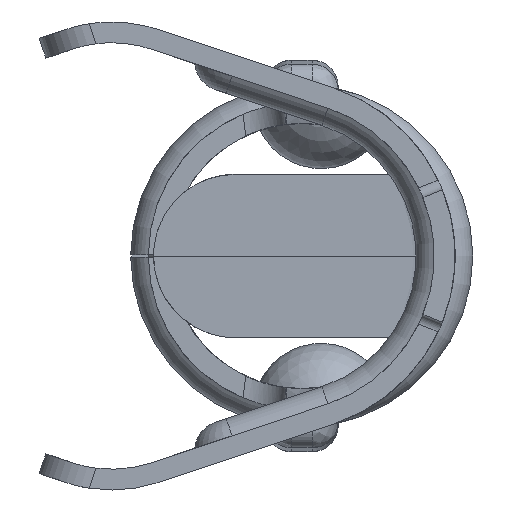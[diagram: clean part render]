
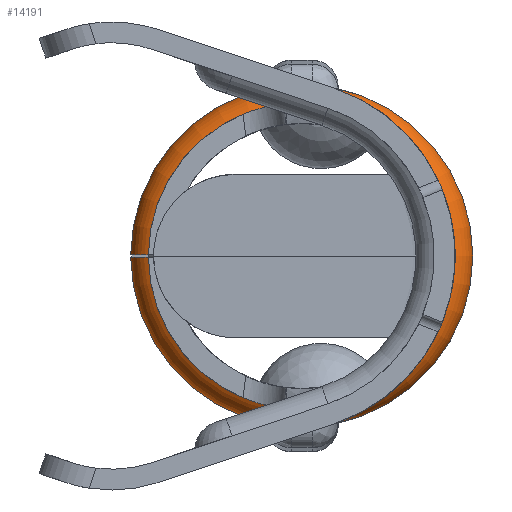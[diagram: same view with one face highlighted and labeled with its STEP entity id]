
A CAD part, left-side view. The second image highlights one B-rep face of the part: STEP entity #14191.
In plain terms, the highlighted toroidal (fillet/blend) face has major radius 3.416 mm and minor radius 0.762 mm.
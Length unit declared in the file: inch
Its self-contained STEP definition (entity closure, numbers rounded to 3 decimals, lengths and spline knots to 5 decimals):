
#80 = CIRCLE ( 'NONE', #9936, 0.1475 ) ;
#173 = B_SPLINE_CURVE_WITH_KNOTS ( 'NONE', 3,
 ( #16648, #4595, #9989, #15328, #3285, #8660 ),
 .UNSPECIFIED., .F., .F.,
 ( 4, 2, 4 ),
 ( 0.00129, 0.00172, 0.00215 ),
 .UNSPECIFIED. ) ;
#498 = CARTESIAN_POINT ( 'NONE',  ( -0.7807, 0.1569, 0.001 ) ) ;
#950 = FACE_OUTER_BOUND ( 'NONE', #13236, .T. ) ;
#1489 = TOROIDAL_SURFACE ( 'NONE', #11339, 0.1345, 0.03 ) ;
#1816 = CARTESIAN_POINT ( 'NONE',  ( -0.75996, 0.1645, 0.001 ) ) ;
#1991 = DIRECTION ( 'NONE',  ( 1., 0., 0. ) ) ;
#2208 = VERTEX_POINT ( 'NONE', #10723 ) ;
#3285 = CARTESIAN_POINT ( 'NONE',  ( -0.76555, 0.1645, -0.001 ) ) ;
#3812 = VERTEX_POINT ( 'NONE', #14588 ) ;
#3848 = CARTESIAN_POINT ( 'NONE',  ( -0.75996, 0., 0. ) ) ;
#4589 = VERTEX_POINT ( 'NONE', #7317 ) ;
#4595 = CARTESIAN_POINT ( 'NONE',  ( -0.78455, 0.15259, -0.001 ) ) ;
#4997 = DIRECTION ( 'NONE',  ( 1., 0., 0. ) ) ;
#5043 = AXIS2_PLACEMENT_3D ( 'NONE', #3848, #9228, #14566 ) ;
#5875 = CARTESIAN_POINT ( 'NONE',  ( -0.78458, 0.15253, 0.001 ) ) ;
#7193 = CARTESIAN_POINT ( 'NONE',  ( -0.76557, 0.1645, 0.001 ) ) ;
#7317 = CARTESIAN_POINT ( 'NONE',  ( -0.787, 0.1475, -0.001 ) ) ;
#7374 = DIRECTION ( 'NONE',  ( 0., 1., 0. ) ) ;
#7502 = CARTESIAN_POINT ( 'NONE',  ( -0.75996, 0.1645, -0.001 ) ) ;
#7880 = EDGE_CURVE ( 'NONE', #4589, #14624, #173, .T. ) ;
#8436 = EDGE_CURVE ( 'NONE', #2208, #14624, #12627, .T. ) ;
#8660 = CARTESIAN_POINT ( 'NONE',  ( -0.75996, 0.1645, -0.001 ) ) ;
#9228 = DIRECTION ( 'NONE',  ( 1., 0., 0. ) ) ;
#9315 = B_SPLINE_CURVE_WITH_KNOTS ( 'NONE', 3,
 ( #1816, #7193, #12549, #498, #5875, #11242 ),
 .UNSPECIFIED., .F., .F.,
 ( 4, 2, 4 ),
 ( 0.00262, 0.00304, 0.00347 ),
 .UNSPECIFIED. ) ;
#9936 = AXIS2_PLACEMENT_3D ( 'NONE', #14039, #1991, #7374 ) ;
#9989 = CARTESIAN_POINT ( 'NONE',  ( -0.78068, 0.1569, -0.001 ) ) ;
#10390 = DIRECTION ( 'NONE',  ( 0., 1., 0. ) ) ;
#10723 = CARTESIAN_POINT ( 'NONE',  ( -0.75996, 0.1645, 0.001 ) ) ;
#11242 = CARTESIAN_POINT ( 'NONE',  ( -0.787, 0.1475, 0.001 ) ) ;
#11339 = AXIS2_PLACEMENT_3D ( 'NONE', #17044, #4997, #10390 ) ;
#11769 = ORIENTED_EDGE ( 'NONE', *, *, #8436, .F. ) ;
#12549 = CARTESIAN_POINT ( 'NONE',  ( -0.77115, 0.1629, 0.001 ) ) ;
#12627 = CIRCLE ( 'NONE', #5043, 0.1645 ) ;
#13206 = ORIENTED_EDGE ( 'NONE', *, *, #16131, .T. ) ;
#13236 = EDGE_LOOP ( 'NONE', ( #14133, #13333, #11769, #13206 ) ) ;
#13333 = ORIENTED_EDGE ( 'NONE', *, *, #7880, .T. ) ;
#14039 = CARTESIAN_POINT ( 'NONE',  ( -0.787, 0., 0. ) ) ;
#14133 = ORIENTED_EDGE ( 'NONE', *, *, #16921, .T. ) ;
#14191 = ADVANCED_FACE ( 'NONE', ( #950 ), #1489, .T. ) ;
#14566 = DIRECTION ( 'NONE',  ( 0., 1., 0. ) ) ;
#14588 = CARTESIAN_POINT ( 'NONE',  ( -0.787, 0.1475, 0.001 ) ) ;
#14624 = VERTEX_POINT ( 'NONE', #7502 ) ;
#15328 = CARTESIAN_POINT ( 'NONE',  ( -0.7712, 0.16287, -0.001 ) ) ;
#16131 = EDGE_CURVE ( 'NONE', #2208, #3812, #9315, .T. ) ;
#16648 = CARTESIAN_POINT ( 'NONE',  ( -0.787, 0.1475, -0.001 ) ) ;
#16921 = EDGE_CURVE ( 'NONE', #3812, #4589, #80, .T. ) ;
#17044 = CARTESIAN_POINT ( 'NONE',  ( -0.75996, 0., 0. ) ) ;
